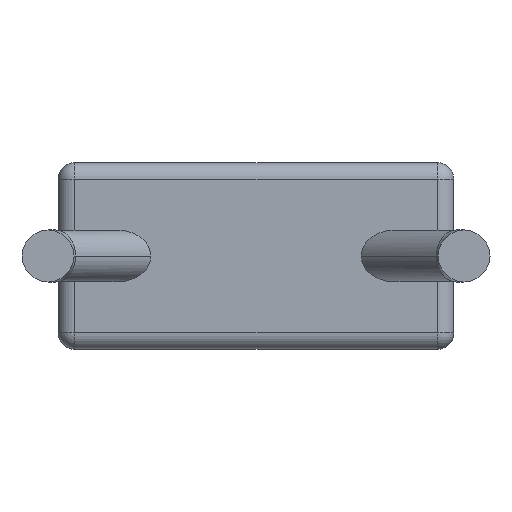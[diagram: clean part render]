
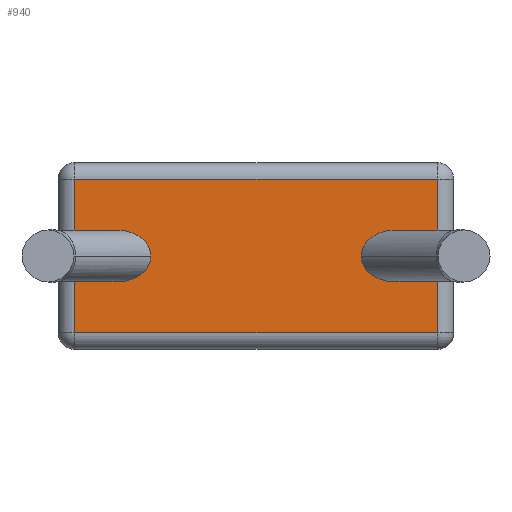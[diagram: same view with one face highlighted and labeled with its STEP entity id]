
A CAD part, front view. The second image highlights one B-rep face of the part: STEP entity #940.
In plain terms, the highlighted planar face has unit normal (0, -1, 0).
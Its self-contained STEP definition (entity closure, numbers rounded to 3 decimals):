
#20 = EDGE_CURVE ( 'NONE', #469, #483, #953, .T. ) ;
#21 = VECTOR ( 'NONE', #179, 1000. ) ;
#25 = LINE ( 'NONE', #284, #632 ) ;
#56 = DIRECTION ( 'NONE',  ( -1., 0., 0. ) ) ;
#108 = DIRECTION ( 'NONE',  ( 0., 0., -1. ) ) ;
#109 = LINE ( 'NONE', #431, #21 ) ;
#125 = ORIENTED_EDGE ( 'NONE', *, *, #20, .T. ) ;
#131 = DIRECTION ( 'NONE',  ( 0., 1., 0. ) ) ;
#140 = ORIENTED_EDGE ( 'NONE', *, *, #589, .T. ) ;
#179 = DIRECTION ( 'NONE',  ( 0., 0., 1. ) ) ;
#274 = LINE ( 'NONE', #606, #541 ) ;
#284 = CARTESIAN_POINT ( 'NONE',  ( 2.415, 1.14, 0.94 ) ) ;
#359 = VERTEX_POINT ( 'NONE', #783 ) ;
#377 = DIRECTION ( 'NONE',  ( 1., 0., 0. ) ) ;
#380 = VECTOR ( 'NONE', #108, 1000. ) ;
#431 = CARTESIAN_POINT ( 'NONE',  ( 2.215, 1.14, 1.14 ) ) ;
#469 = VERTEX_POINT ( 'NONE', #696 ) ;
#483 = VERTEX_POINT ( 'NONE', #692 ) ;
#523 = DIRECTION ( 'NONE',  ( -1., 0., 0. ) ) ;
#541 = VECTOR ( 'NONE', #377, 1000. ) ;
#560 = PLANE ( 'NONE',  #942 ) ;
#588 = VERTEX_POINT ( 'NONE', #870 ) ;
#589 = EDGE_CURVE ( 'NONE', #483, #359, #274, .T. ) ;
#606 = CARTESIAN_POINT ( 'NONE',  ( 2.415, 1.14, -0.94 ) ) ;
#631 = EDGE_CURVE ( 'NONE', #359, #588, #109, .T. ) ;
#632 = VECTOR ( 'NONE', #523, 1000. ) ;
#635 = EDGE_CURVE ( 'NONE', #588, #469, #25, .T. ) ;
#692 = CARTESIAN_POINT ( 'NONE',  ( -2.215, 1.14, -0.94 ) ) ;
#696 = CARTESIAN_POINT ( 'NONE',  ( -2.215, 1.14, 0.94 ) ) ;
#783 = CARTESIAN_POINT ( 'NONE',  ( 2.215, 1.14, -0.94 ) ) ;
#795 = FACE_OUTER_BOUND ( 'NONE', #818, .T. ) ;
#803 = CARTESIAN_POINT ( 'NONE',  ( 2.415, 1.14, 1.14 ) ) ;
#818 = EDGE_LOOP ( 'NONE', ( #125, #140, #1011, #1060 ) ) ;
#870 = CARTESIAN_POINT ( 'NONE',  ( 2.215, 1.14, 0.94 ) ) ;
#940 = ADVANCED_FACE ( 'NONE', ( #795 ), #560, .F. ) ;
#942 = AXIS2_PLACEMENT_3D ( 'NONE', #803, #131, #56 ) ;
#946 = CARTESIAN_POINT ( 'NONE',  ( -2.215, 1.14, 1.14 ) ) ;
#953 = LINE ( 'NONE', #946, #380 ) ;
#1011 = ORIENTED_EDGE ( 'NONE', *, *, #631, .T. ) ;
#1060 = ORIENTED_EDGE ( 'NONE', *, *, #635, .T. ) ;
